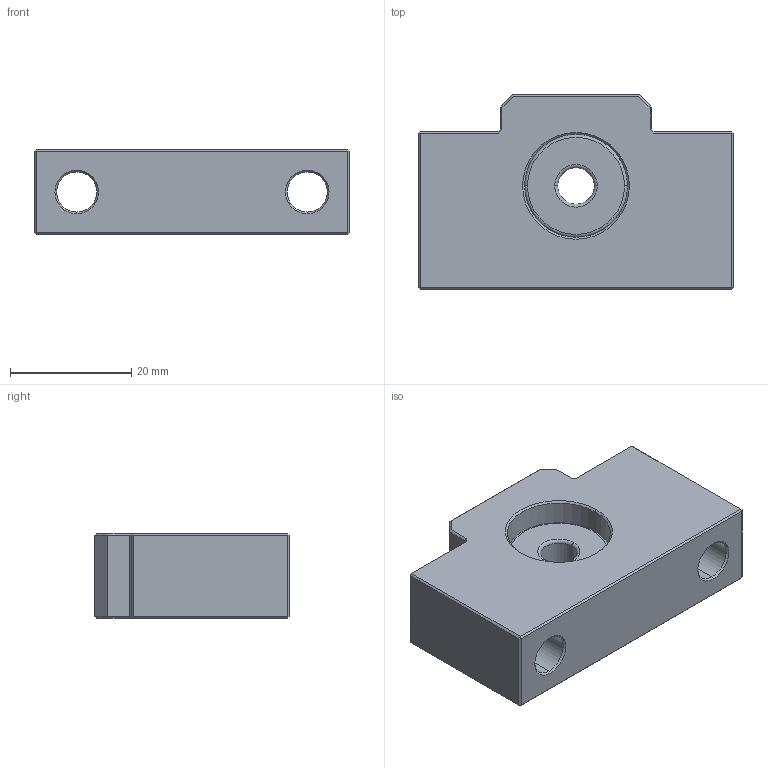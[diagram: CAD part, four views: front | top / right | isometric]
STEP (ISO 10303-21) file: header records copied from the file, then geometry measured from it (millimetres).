
FILE_DESCRIPTION (( 'STEP AP203' ), '1' );
FILE_NAME ('BSGF-6_203.STEP', '2013-02-25T23:54:01', ( '' ), ( '' ), 'SwSTEP 2.0', 'SolidWorks 2012', '' );
FILE_SCHEMA (( 'CONFIG_CONTROL_DESIGN' ));
Length unit declared in the file: millimetre
Products named in the file (1): BSGF-6_203
Bounding box: 52 x 32 x 14 mm (x, y, z)
Volume: 15714.1 mm3; surface area: 7037.5 mm2
Topology: 1 solids, 1 shells, 88 faces, 186 edges, 104 vertices
Faces by surface type: plane 54, cylinder 14, cone 12, torus 8
Entity records: 2375 total; most frequent: DIRECTION 420, CARTESIAN_POINT 379, ORIENTED_EDGE 372, EDGE_CURVE 186, AXIS2_PLACEMENT_3D 145, VECTOR 130, LINE 130, VERTEX_POINT 104
